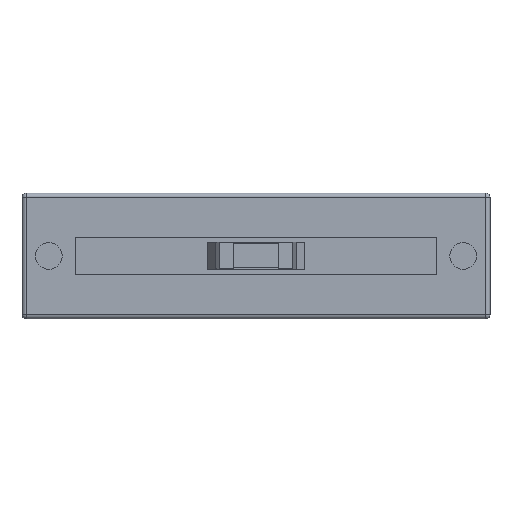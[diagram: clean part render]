
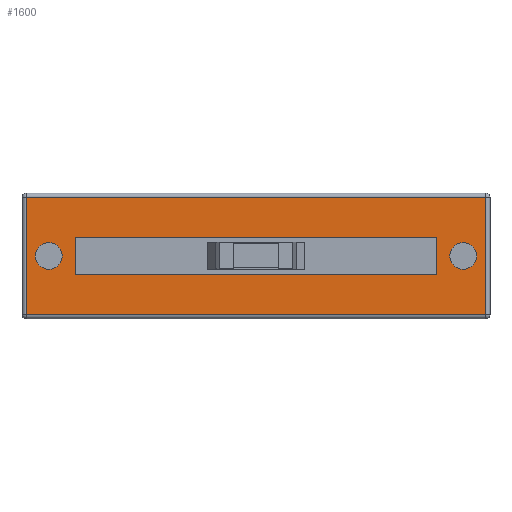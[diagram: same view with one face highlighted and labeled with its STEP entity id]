
A CAD part, top view. The second image highlights one B-rep face of the part: STEP entity #1600.
In plain terms, the highlighted planar face has unit normal (0, 0, 1).
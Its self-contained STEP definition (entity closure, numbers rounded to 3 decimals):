
#28=FACE_BOUND('',#218,.T.);
#29=FACE_BOUND('',#219,.T.);
#30=FACE_BOUND('',#220,.T.);
#63=CIRCLE('',#1740,1.);
#64=CIRCLE('',#1741,1.);
#116=FACE_OUTER_BOUND('',#217,.T.);
#217=EDGE_LOOP('',(#1142,#1143,#1144,#1145));
#218=EDGE_LOOP('',(#1146));
#219=EDGE_LOOP('',(#1147));
#220=EDGE_LOOP('',(#1148,#1149,#1150,#1151));
#343=LINE('',#2432,#527);
#347=LINE('',#2448,#531);
#349=LINE('',#2451,#533);
#351=LINE('',#2454,#535);
#365=LINE('',#2485,#549);
#366=LINE('',#2487,#550);
#367=LINE('',#2489,#551);
#368=LINE('',#2490,#552);
#527=VECTOR('',#1950,10.);
#531=VECTOR('',#1968,10.);
#533=VECTOR('',#1972,10.);
#535=VECTOR('',#1976,10.);
#549=VECTOR('',#2000,10.);
#550=VECTOR('',#2001,10.);
#551=VECTOR('',#2002,10.);
#552=VECTOR('',#2003,10.);
#699=VERTEX_POINT('',#2394);
#704=VERTEX_POINT('',#2407);
#709=VERTEX_POINT('',#2420);
#714=VERTEX_POINT('',#2436);
#726=VERTEX_POINT('',#2479);
#727=VERTEX_POINT('',#2481);
#728=VERTEX_POINT('',#2483);
#729=VERTEX_POINT('',#2484);
#730=VERTEX_POINT('',#2486);
#731=VERTEX_POINT('',#2488);
#865=EDGE_CURVE('',#699,#709,#343,.T.);
#873=EDGE_CURVE('',#709,#714,#347,.T.);
#875=EDGE_CURVE('',#714,#704,#349,.T.);
#877=EDGE_CURVE('',#704,#699,#351,.T.);
#891=EDGE_CURVE('',#726,#726,#63,.T.);
#892=EDGE_CURVE('',#727,#727,#64,.T.);
#893=EDGE_CURVE('',#728,#729,#365,.T.);
#894=EDGE_CURVE('',#729,#730,#366,.T.);
#895=EDGE_CURVE('',#730,#731,#367,.T.);
#896=EDGE_CURVE('',#731,#728,#368,.T.);
#1142=ORIENTED_EDGE('',*,*,#865,.F.);
#1143=ORIENTED_EDGE('',*,*,#877,.F.);
#1144=ORIENTED_EDGE('',*,*,#875,.F.);
#1145=ORIENTED_EDGE('',*,*,#873,.F.);
#1146=ORIENTED_EDGE('',*,*,#891,.T.);
#1147=ORIENTED_EDGE('',*,*,#892,.T.);
#1148=ORIENTED_EDGE('',*,*,#893,.T.);
#1149=ORIENTED_EDGE('',*,*,#894,.T.);
#1150=ORIENTED_EDGE('',*,*,#895,.T.);
#1151=ORIENTED_EDGE('',*,*,#896,.T.);
#1485=PLANE('',#1739);
#1600=ADVANCED_FACE('',(#116,#28,#29,#30),#1485,.T.);
#1739=AXIS2_PLACEMENT_3D('',#2478,#1994,#1995);
#1740=AXIS2_PLACEMENT_3D('',#2480,#1996,#1997);
#1741=AXIS2_PLACEMENT_3D('',#2482,#1998,#1999);
#1950=DIRECTION('',(0.,-1.,0.));
#1968=DIRECTION('',(-1.,0.,0.));
#1972=DIRECTION('',(0.,1.,0.));
#1976=DIRECTION('',(1.,0.,0.));
#1994=DIRECTION('center_axis',(0.,0.,1.));
#1995=DIRECTION('ref_axis',(1.,0.,0.));
#1996=DIRECTION('center_axis',(0.,0.,-1.));
#1997=DIRECTION('ref_axis',(1.,0.,0.));
#1998=DIRECTION('center_axis',(0.,0.,-1.));
#1999=DIRECTION('ref_axis',(1.,0.,0.));
#2000=DIRECTION('',(0.,-1.,0.));
#2001=DIRECTION('',(-1.,0.,0.));
#2002=DIRECTION('',(0.,1.,0.));
#2003=DIRECTION('',(1.,0.,0.));
#2394=CARTESIAN_POINT('',(17.2,4.4,7.));
#2407=CARTESIAN_POINT('',(-17.2,4.4,7.));
#2420=CARTESIAN_POINT('',(17.2,-4.4,7.));
#2432=CARTESIAN_POINT('',(17.2,-2.35,7.));
#2436=CARTESIAN_POINT('',(-17.2,-4.4,7.));
#2448=CARTESIAN_POINT('',(-8.75,-4.4,7.));
#2451=CARTESIAN_POINT('',(-17.2,2.35,7.));
#2454=CARTESIAN_POINT('',(8.75,4.4,7.));
#2478=CARTESIAN_POINT('Origin',(0.,0.,7.));
#2479=CARTESIAN_POINT('',(14.5,0.,7.));
#2480=CARTESIAN_POINT('Origin',(15.5,0.,7.));
#2481=CARTESIAN_POINT('',(-16.5,0.,7.));
#2482=CARTESIAN_POINT('Origin',(-15.5,0.,7.));
#2483=CARTESIAN_POINT('',(13.5,1.4,7.));
#2484=CARTESIAN_POINT('',(13.5,-1.4,7.));
#2485=CARTESIAN_POINT('',(13.5,0.7,7.));
#2486=CARTESIAN_POINT('',(-13.5,-1.4,7.));
#2487=CARTESIAN_POINT('',(6.75,-1.4,7.));
#2488=CARTESIAN_POINT('',(-13.5,1.4,7.));
#2489=CARTESIAN_POINT('',(-13.5,-0.7,7.));
#2490=CARTESIAN_POINT('',(-6.75,1.4,7.));
